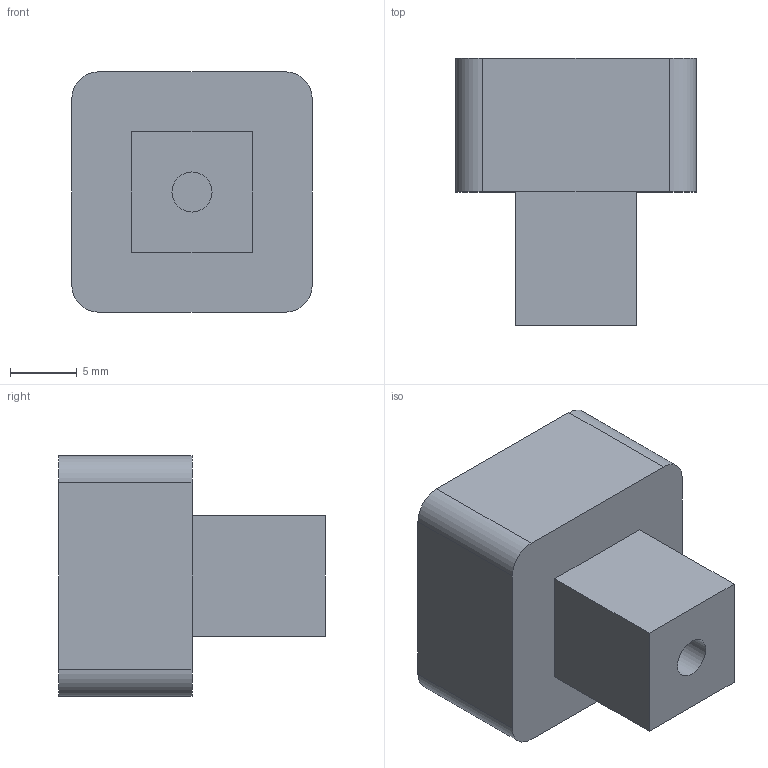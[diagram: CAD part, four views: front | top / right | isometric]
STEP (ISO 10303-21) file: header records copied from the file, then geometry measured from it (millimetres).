
FILE_DESCRIPTION(/* description */ (''),/* implementation_level */ '2;1');
FILE_NAME(/* name */ 'Thread.stp',/* time_stamp */ '2022-02-28T12:59:41+01:00',/* author */ ('juricekm'),/* organization */ (''),/* preprocessor_version */ 'ST-DEVELOPER v18',/* originating_system */ 'Autodesk Inventor 2020',/* authorisation */ '');
FILE_SCHEMA (('AUTOMOTIVE_DESIGN { 1 0 10303 214 3 1 1 }'));
Length unit declared in the file: millimetre
Products named in the file (1): thread
Bounding box: 18 x 20 x 18 mm (x, y, z)
Volume: 3930.8 mm3; surface area: 1799.9 mm2
Topology: 1 solids, 1 shells, 17 faces, 41 edges, 28 vertices
Faces by surface type: plane 12, cylinder 5
Full cylindrical faces by diameter (mm): 3 x1
Entity records: 544 total; most frequent: DIRECTION 89, CARTESIAN_POINT 87, ORIENTED_EDGE 82, EDGE_CURVE 41, AXIS2_PLACEMENT_3D 30, LINE 29, VECTOR 29, VERTEX_POINT 28
